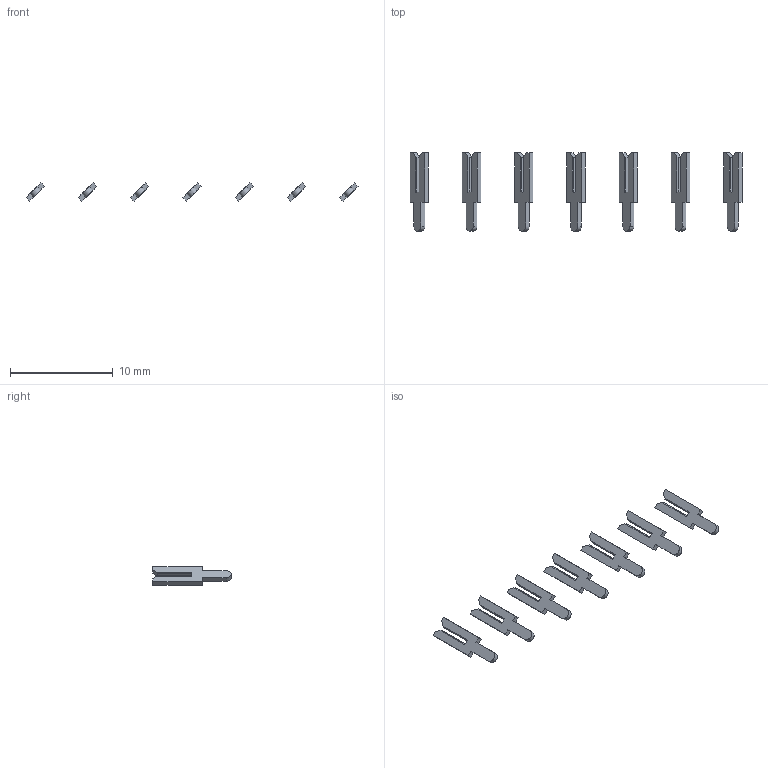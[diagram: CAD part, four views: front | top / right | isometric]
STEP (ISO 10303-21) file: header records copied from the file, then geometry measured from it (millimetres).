
FILE_DESCRIPTION (( 'STEP AP203' ), '1' );
FILE_NAME ('106-007-253-200.STEP', '2020-04-16T18:22:58', ( '' ), ( '' ), 'SwSTEP 2.0', 'SolidWorks 2016', '' );
FILE_SCHEMA (( 'CONFIG_CONTROL_DESIGN' ));
Length unit declared in the file: inch
Products named in the file (2): 100-290-001_100-290-253; 106-007-253-200
Assembly tree (7 placements, depth 2):
  106-007-253-200
    100-290-001_100-290-253  x7
Bounding box: 32.28 x 7.62 x 1.8 mm (x, y, z)
Volume: 38.6 mm3; surface area: 240.8 mm2
Topology: 7 solids, 7 shells, 140 faces, 378 edges, 252 vertices
Faces by surface type: plane 133, cylinder 7
Entity records: 1012 total; most frequent: CARTESIAN_POINT 120, DIRECTION 116, ORIENTED_EDGE 108, EDGE_CURVE 54, LINE 52, VECTOR 52, VERTEX_POINT 36, AXIS2_PLACEMENT_3D 32
